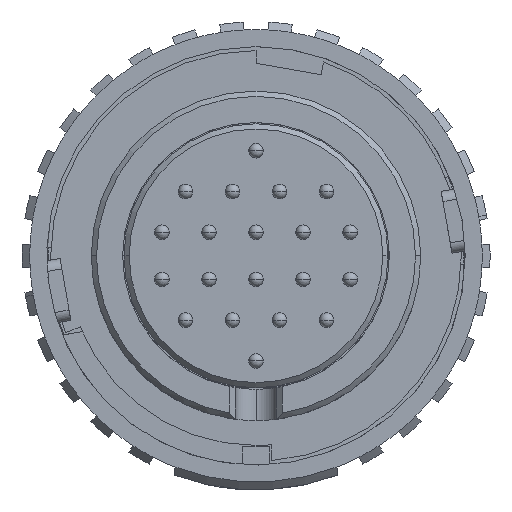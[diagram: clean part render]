
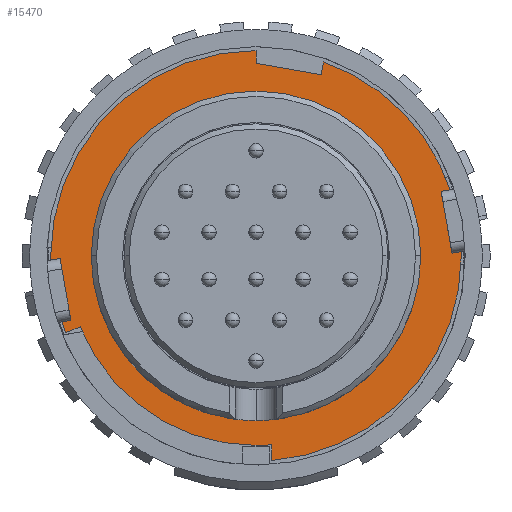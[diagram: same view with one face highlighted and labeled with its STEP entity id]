
A CAD part, left-side view. The second image highlights one B-rep face of the part: STEP entity #15470.
In plain terms, the highlighted planar face has unit normal (-1, 0, 0).
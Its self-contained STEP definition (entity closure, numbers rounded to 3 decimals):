
#60=CARTESIAN_POINT('',(-11.726,42.253,0.));
#70=DIRECTION('',(1.,0.,0.));
#80=DIRECTION('',(0.,-1.,0.));
#90=AXIS2_PLACEMENT_3D('',#60,#70,#80);
#100=CIRCLE('',#90,7.85);
#110=CARTESIAN_POINT('',(-11.726,34.403,0.));
#120=VERTEX_POINT('',#110);
#130=CARTESIAN_POINT('',(-11.726,41.653,-7.827));
#140=VERTEX_POINT('',#130);
#150=EDGE_CURVE('',#120,#140,#100,.T.);
#1810=CARTESIAN_POINT('',(-11.726,41.653,-7.225));
#1820=VERTEX_POINT('',#1810);
#1900=CARTESIAN_POINT('',(-11.726,42.253,-7.25));
#1910=VERTEX_POINT('',#1900);
#1940=CARTESIAN_POINT('',(-11.726,42.253,0.));
#1950=DIRECTION('',(-1.,0.,0.));
#1960=DIRECTION('',(0.,0.,1.));
#1970=AXIS2_PLACEMENT_3D('',#1940,#1950,#1960);
#1980=CIRCLE('',#1970,7.25);
#1990=EDGE_CURVE('',#1910,#1820,#1980,.T.);
#14390=CARTESIAN_POINT('',(-11.726,48.003,0.));
#14400=VERTEX_POINT('',#14390);
#14500=CARTESIAN_POINT('',(-11.726,36.503,0.));
#14510=VERTEX_POINT('',#14500);
#14540=CARTESIAN_POINT('',(-11.726,42.253,0.));
#14550=DIRECTION('',(-1.,0.,0.));
#14560=DIRECTION('',(0.,1.,0.));
#14570=AXIS2_PLACEMENT_3D('',#14540,#14550,#14560);
#14580=CIRCLE('',#14570,5.75);
#14590=EDGE_CURVE('',#14400,#14510,#14580,.T.);
#14690=CARTESIAN_POINT('',(-11.726,50.103,0.));
#14700=VERTEX_POINT('',#14690);
#14730=CARTESIAN_POINT('',(-11.726,49.532,-2.941
));
#14740=VERTEX_POINT('',#14730);
#14750=EDGE_CURVE('',#14740,#14700,#100,.T.);
#14860=CARTESIAN_POINT('',(-11.726,35.178,0.));
#14870=DIRECTION('',(1.,0.,0.));
#14880=DIRECTION('',(0.,-1.,0.));
#14890=AXIS2_PLACEMENT_3D('',#14860,#14870,#14880);
#14900=PLANE('',#14890);
#14910=CARTESIAN_POINT('',(-11.726,48.975,-2.716
));
#14920=VERTEX_POINT('',#14910);
#14930=EDGE_CURVE('',#14920,#1910,#1980,.T.);
#14940=ORIENTED_EDGE('',*,*,#14930,.T.);
#14950=CARTESIAN_POINT('',(-11.726,0.,17.071));
#14960=DIRECTION('',(0.,-0.927,0.375));
#14970=VECTOR('',#14960,1.);
#14980=LINE('',#14950,#14970);
#14990=EDGE_CURVE('',#14740,#14920,#14980,.T.);
#15000=ORIENTED_EDGE('',*,*,#14990,.T.);
#15010=ORIENTED_EDGE('',*,*,#14750,.F.);
#15020=CARTESIAN_POINT('',(-11.726,42.253,7.85));
#15030=VERTEX_POINT('',#15020);
#15040=EDGE_CURVE('',#14700,#15030,#100,.T.);
#15050=ORIENTED_EDGE('',*,*,#15040,.F.);
#15060=CARTESIAN_POINT('',(-11.726,42.253,0.));
#15070=DIRECTION('',(0.,0.,1.));
#15080=VECTOR('',#15070,1.);
#15090=LINE('',#15060,#15080);
#15100=CARTESIAN_POINT('',(-11.726,42.253,7.362));
#15110=VERTEX_POINT('',#15100);
#15120=EDGE_CURVE('',#15110,#15030,#15090,.T.);
#15130=ORIENTED_EDGE('',*,*,#15120,.T.);
#15140=CARTESIAN_POINT('',(-11.726,0.,-0.089));
#15150=DIRECTION('',(0.,0.985,0.174));
#15160=VECTOR('',#15150,1.);
#15170=LINE('',#15140,#15160);
#15180=CARTESIAN_POINT('',(-11.726,39.763,6.923)
);
#15190=VERTEX_POINT('',#15180);
#15200=EDGE_CURVE('',#15190,#15110,#15170,.T.);
#15210=ORIENTED_EDGE('',*,*,#15200,.T.);
#15220=CARTESIAN_POINT('',(-11.726,40.984,0.));
#15230=DIRECTION('',(0.,0.174,-0.985));
#15240=VECTOR('',#15230,1.);
#15250=LINE('',#15220,#15240);
#15260=CARTESIAN_POINT('',(-11.726,39.676,7.415)
);
#15270=VERTEX_POINT('',#15260);
#15280=EDGE_CURVE('',#15270,#15190,#15250,.T.);
#15290=ORIENTED_EDGE('',*,*,#15280,.T.);
#15300=EDGE_CURVE('',#15270,#120,#100,.T.);
#15310=ORIENTED_EDGE('',*,*,#15300,.F.);
#15320=ORIENTED_EDGE('',*,*,#150,.F.);
#15330=CARTESIAN_POINT('',(-11.726,41.653,0.));
#15340=DIRECTION('',(0.,0.,-1.));
#15350=VECTOR('',#15340,1.);
#15360=LINE('',#15330,#15350);
#15370=EDGE_CURVE('',#1820,#140,#15360,.T.);
#15380=ORIENTED_EDGE('',*,*,#15370,.T.);
#15390=ORIENTED_EDGE('',*,*,#1990,.T.);
#15400=EDGE_LOOP('',(#15390,#15380,#15320,#15310,#15290,#15210,#15130,
#15050,#15010,#15000,#14940));
#15410=FACE_OUTER_BOUND('',#15400,.T.);
#15420=EDGE_CURVE('',#14510,#14400,#14580,.T.);
#15430=ORIENTED_EDGE('',*,*,#15420,.F.);
#15440=ORIENTED_EDGE('',*,*,#14590,.F.);
#15450=EDGE_LOOP('',(#15440,#15430));
#15460=FACE_BOUND('',#15450,.T.);
#15470=ADVANCED_FACE('',(#15410,#15460),#14900,.F.);
